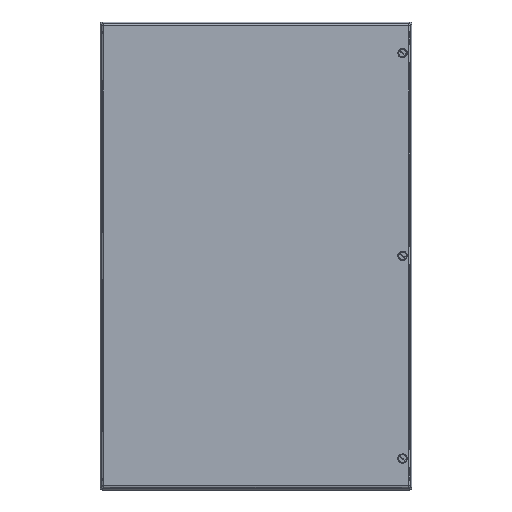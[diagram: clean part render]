
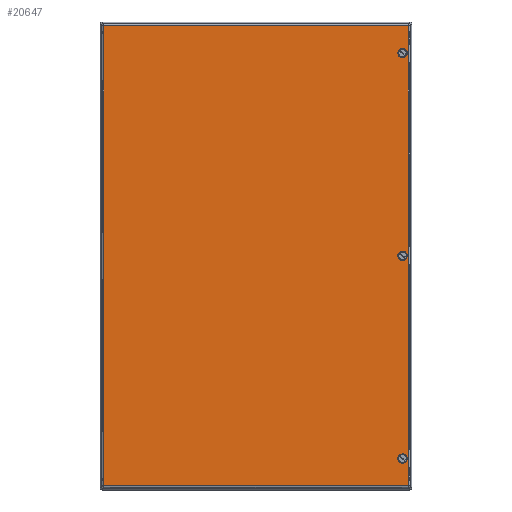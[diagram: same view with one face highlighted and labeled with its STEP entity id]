
A CAD part, top view. The second image highlights one B-rep face of the part: STEP entity #20647.
In plain terms, the highlighted planar face has unit normal (0, 0, 1).
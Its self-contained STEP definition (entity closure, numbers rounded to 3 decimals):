
#20571=AXIS2_PLACEMENT_3D('Plane Axis2P3D',#20568,#20569,#20570) ;
#20613=AXIS2_PLACEMENT_3D('Circle Axis2P3D',#20611,#20612,$) ;
#20622=AXIS2_PLACEMENT_3D('Circle Axis2P3D',#20620,#20621,$) ;
#20631=AXIS2_PLACEMENT_3D('Circle Axis2P3D',#20629,#20630,$) ;
#20640=AXIS2_PLACEMENT_3D('Circle Axis2P3D',#20638,#20639,$) ;
#20275=CARTESIAN_POINT('Vertex',(384.5,300.,200.)) ;
#20279=CARTESIAN_POINT('Control Point',(384.5,300.,200.)) ;
#20280=CARTESIAN_POINT('Control Point',(384.5,299.45,200.)) ;
#20281=CARTESIAN_POINT('Control Point',(384.608,298.9,200.)) ;
#20282=CARTESIAN_POINT('Control Point',(384.824,298.379,200.)) ;
#20283=CARTESIAN_POINT('Control Point',(385.449,297.449,200.)) ;
#20284=CARTESIAN_POINT('Control Point',(386.379,296.824,200.)) ;
#20285=CARTESIAN_POINT('Control Point',(386.9,296.608,200.)) ;
#20286=CARTESIAN_POINT('Control Point',(388.,296.392,200.)) ;
#20287=CARTESIAN_POINT('Control Point',(389.1,296.608,200.)) ;
#20288=CARTESIAN_POINT('Control Point',(389.621,296.824,200.)) ;
#20289=CARTESIAN_POINT('Control Point',(390.551,297.449,200.)) ;
#20290=CARTESIAN_POINT('Control Point',(391.176,298.379,200.)) ;
#20291=CARTESIAN_POINT('Control Point',(391.392,298.9,200.)) ;
#20292=CARTESIAN_POINT('Control Point',(391.5,299.45,200.)) ;
#20293=CARTESIAN_POINT('Control Point',(391.5,300.,200.)) ;
#20294=CARTESIAN_POINT('Vertex',(391.5,300.,200.)) ;
#20545=CARTESIAN_POINT('Control Point',(391.5,300.,200.)) ;
#20546=CARTESIAN_POINT('Control Point',(391.5,300.55,200.)) ;
#20547=CARTESIAN_POINT('Control Point',(391.392,301.1,200.)) ;
#20548=CARTESIAN_POINT('Control Point',(391.176,301.621,200.)) ;
#20549=CARTESIAN_POINT('Control Point',(390.551,302.551,200.)) ;
#20550=CARTESIAN_POINT('Control Point',(389.621,303.176,200.)) ;
#20551=CARTESIAN_POINT('Control Point',(389.1,303.392,200.)) ;
#20552=CARTESIAN_POINT('Control Point',(388.,303.608,200.)) ;
#20553=CARTESIAN_POINT('Control Point',(386.9,303.392,200.)) ;
#20554=CARTESIAN_POINT('Control Point',(386.379,303.176,200.)) ;
#20555=CARTESIAN_POINT('Control Point',(385.449,302.551,200.)) ;
#20556=CARTESIAN_POINT('Control Point',(384.824,301.621,200.)) ;
#20557=CARTESIAN_POINT('Control Point',(384.608,301.1,200.)) ;
#20558=CARTESIAN_POINT('Control Point',(384.5,300.55,200.)) ;
#20559=CARTESIAN_POINT('Control Point',(384.5,300.,200.)) ;
#20568=CARTESIAN_POINT('Axis2P3D Location',(200.,300.,200.)) ;
#20573=CARTESIAN_POINT('Line Origine',(395.,300.,200.)) ;
#20577=CARTESIAN_POINT('Vertex',(395.,5.,200.)) ;
#20579=CARTESIAN_POINT('Vertex',(395.,595.,200.)) ;
#20582=CARTESIAN_POINT('Line Origine',(200.,595.,200.)) ;
#20586=CARTESIAN_POINT('Vertex',(5.,595.,200.)) ;
#20589=CARTESIAN_POINT('Line Origine',(5.,300.,200.)) ;
#20593=CARTESIAN_POINT('Vertex',(5.,5.,200.)) ;
#20596=CARTESIAN_POINT('Line Origine',(200.,5.,200.)) ;
#20611=CARTESIAN_POINT('Axis2P3D Location',(388.,560.,200.)) ;
#20615=CARTESIAN_POINT('Vertex',(391.5,560.,200.)) ;
#20617=CARTESIAN_POINT('Vertex',(384.5,560.,200.)) ;
#20620=CARTESIAN_POINT('Axis2P3D Location',(388.,560.,200.)) ;
#20629=CARTESIAN_POINT('Axis2P3D Location',(388.,40.,200.)) ;
#20633=CARTESIAN_POINT('Vertex',(391.5,40.,200.)) ;
#20635=CARTESIAN_POINT('Vertex',(384.5,40.,200.)) ;
#20638=CARTESIAN_POINT('Axis2P3D Location',(388.,40.,200.)) ;
#20569=DIRECTION('Axis2P3D Direction',(0.,0.,1.)) ;
#20570=DIRECTION('Axis2P3D XDirection',(1.,0.,0.)) ;
#20574=DIRECTION('Vector Direction',(0.,1.,0.)) ;
#20583=DIRECTION('Vector Direction',(-1.,0.,0.)) ;
#20590=DIRECTION('Vector Direction',(0.,-1.,0.)) ;
#20597=DIRECTION('Vector Direction',(1.,0.,0.)) ;
#20612=DIRECTION('Axis2P3D Direction',(0.,0.,1.)) ;
#20621=DIRECTION('Axis2P3D Direction',(0.,0.,1.)) ;
#20630=DIRECTION('Axis2P3D Direction',(0.,0.,1.)) ;
#20639=DIRECTION('Axis2P3D Direction',(0.,0.,1.)) ;
#20575=VECTOR('Line Direction',#20574,1.) ;
#20584=VECTOR('Line Direction',#20583,1.) ;
#20591=VECTOR('Line Direction',#20590,1.) ;
#20598=VECTOR('Line Direction',#20597,1.) ;
#20602=ORIENTED_EDGE('',*,*,#20581,.T.) ;
#20603=ORIENTED_EDGE('',*,*,#20588,.T.) ;
#20604=ORIENTED_EDGE('',*,*,#20595,.T.) ;
#20605=ORIENTED_EDGE('',*,*,#20600,.T.) ;
#20608=ORIENTED_EDGE('',*,*,#20560,.F.) ;
#20609=ORIENTED_EDGE('',*,*,#20296,.F.) ;
#20626=ORIENTED_EDGE('',*,*,#20619,.F.) ;
#20627=ORIENTED_EDGE('',*,*,#20624,.F.) ;
#20644=ORIENTED_EDGE('',*,*,#20637,.F.) ;
#20645=ORIENTED_EDGE('',*,*,#20642,.F.) ;
#20610=FACE_BOUND('',#20607,.T.) ;
#20628=FACE_BOUND('',#20625,.T.) ;
#20646=FACE_BOUND('',#20643,.T.) ;
#20647=ADVANCED_FACE('HS Hole PATTERN',(#20606,#20610,#20628,#20646),#20572,.T.) ;
#20278=B_SPLINE_CURVE_WITH_KNOTS('',5,(#20279,#20280,#20281,#20282,#20283,#20284,#20285,#20286,#20287,#20288,#20289,#20290,#20291,#20292,#20293),.UNSPECIFIED.,.F.,.U.,(6,3,3,3,6),(-5.498,-2.749,0.,2.749,5.498),.UNSPECIFIED.) ;
#20544=B_SPLINE_CURVE_WITH_KNOTS('',5,(#20545,#20546,#20547,#20548,#20549,#20550,#20551,#20552,#20553,#20554,#20555,#20556,#20557,#20558,#20559),.UNSPECIFIED.,.F.,.U.,(6,3,3,3,6),(-5.498,-2.749,0.,2.749,5.498),.UNSPECIFIED.) ;
#20614=CIRCLE('generated circle',#20613,3.5) ;
#20623=CIRCLE('generated circle',#20622,3.5) ;
#20632=CIRCLE('generated circle',#20631,3.5) ;
#20641=CIRCLE('generated circle',#20640,3.5) ;
#20296=EDGE_CURVE('',#20276,#20295,#20278,.T.) ;
#20560=EDGE_CURVE('',#20295,#20276,#20544,.T.) ;
#20581=EDGE_CURVE('',#20578,#20580,#20576,.T.) ;
#20588=EDGE_CURVE('',#20580,#20587,#20585,.T.) ;
#20595=EDGE_CURVE('',#20587,#20594,#20592,.T.) ;
#20600=EDGE_CURVE('',#20594,#20578,#20599,.T.) ;
#20619=EDGE_CURVE('',#20616,#20618,#20614,.T.) ;
#20624=EDGE_CURVE('',#20618,#20616,#20623,.T.) ;
#20637=EDGE_CURVE('',#20634,#20636,#20632,.T.) ;
#20642=EDGE_CURVE('',#20636,#20634,#20641,.T.) ;
#20601=EDGE_LOOP('',(#20602,#20603,#20604,#20605)) ;
#20607=EDGE_LOOP('',(#20608,#20609)) ;
#20625=EDGE_LOOP('',(#20626,#20627)) ;
#20643=EDGE_LOOP('',(#20644,#20645)) ;
#20606=FACE_OUTER_BOUND('',#20601,.T.) ;
#20576=LINE('Line',#20573,#20575) ;
#20585=LINE('Line',#20582,#20584) ;
#20592=LINE('Line',#20589,#20591) ;
#20599=LINE('Line',#20596,#20598) ;
#20572=PLANE('',#20571) ;
#20276=VERTEX_POINT('',#20275) ;
#20295=VERTEX_POINT('',#20294) ;
#20578=VERTEX_POINT('',#20577) ;
#20580=VERTEX_POINT('',#20579) ;
#20587=VERTEX_POINT('',#20586) ;
#20594=VERTEX_POINT('',#20593) ;
#20616=VERTEX_POINT('',#20615) ;
#20618=VERTEX_POINT('',#20617) ;
#20634=VERTEX_POINT('',#20633) ;
#20636=VERTEX_POINT('',#20635) ;
